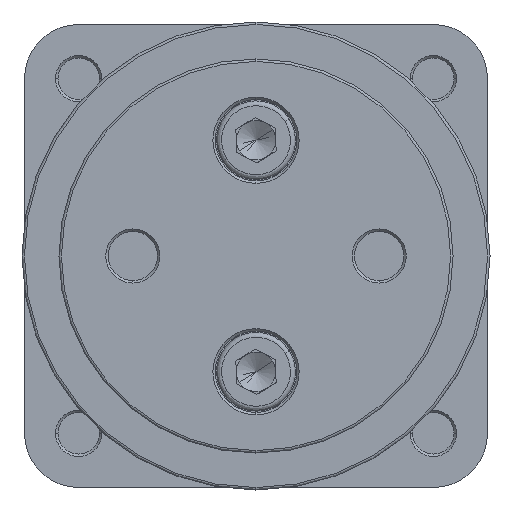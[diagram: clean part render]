
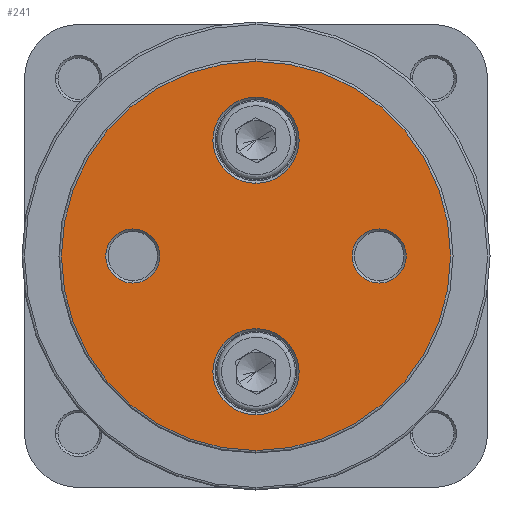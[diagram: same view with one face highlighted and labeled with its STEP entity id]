
A CAD part, left-side view. The second image highlights one B-rep face of the part: STEP entity #241.
In plain terms, the highlighted planar face has unit normal (-1, 0, 0).
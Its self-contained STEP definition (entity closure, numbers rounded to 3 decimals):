
#241 = ADVANCED_FACE ( 'NONE', ( #4849, #4848, #4851, #4853, #4855 ), #1039, .F. ) ;
#415 = VERTEX_POINT ( 'NONE', #1339 ) ;
#416 = VERTEX_POINT ( 'NONE', #1340 ) ;
#421 = VERTEX_POINT ( 'NONE', #1354 ) ;
#422 = VERTEX_POINT ( 'NONE', #1355 ) ;
#1038 = CARTESIAN_POINT ( 'NONE',  ( 0., 0., 0. ) ) ;
#1039 = PLANE ( 'NONE',  #5631 ) ;
#1043 = DIRECTION ( 'NONE',  ( 1., 0., 0. ) ) ;
#1044 = DIRECTION ( 'NONE',  ( 0., 0., -1. ) ) ;
#1339 = CARTESIAN_POINT ( 'NONE',  ( 0., -25., -5.5 ) ) ;
#1340 = CARTESIAN_POINT ( 'NONE',  ( 0., 25., 5.5 ) ) ;
#1354 = CARTESIAN_POINT ( 'NONE',  ( 0., 25., -5.5 ) ) ;
#1355 = CARTESIAN_POINT ( 'NONE',  ( 0., -25., 5.5 ) ) ;
#1735 = VERTEX_POINT ( 'NONE', #7525 ) ;
#1741 = VERTEX_POINT ( 'NONE', #7530 ) ;
#2081 = EDGE_LOOP ( 'NONE', ( #4361, #4360 ) ) ;
#2132 = EDGE_LOOP ( 'NONE', ( #4367, #4366 ) ) ;
#2142 = EDGE_LOOP ( 'NONE', ( #4365, #4364 ) ) ;
#2205 = EDGE_LOOP ( 'NONE', ( #4359, #4358 ) ) ;
#2220 = EDGE_LOOP ( 'NONE', ( #4363, #4362 ) ) ;
#2296 = VERTEX_POINT ( 'NONE', #7578 ) ;
#2299 = VERTEX_POINT ( 'NONE', #7582 ) ;
#2363 = CARTESIAN_POINT ( 'NONE',  ( 0., 0., 0. ) ) ;
#2364 = DIRECTION ( 'NONE',  ( -1., 0., 0. ) ) ;
#2365 = DIRECTION ( 'NONE',  ( 0., 0., -1. ) ) ;
#3015 = CARTESIAN_POINT ( 'NONE',  ( 0., 0., -23.5 ) ) ;
#3018 = CARTESIAN_POINT ( 'NONE',  ( 0., 0., 0. ) ) ;
#3022 = DIRECTION ( 'NONE',  ( 1., 0., 0. ) ) ;
#3023 = DIRECTION ( 'NONE',  ( 0., 0., -1. ) ) ;
#3025 = DIRECTION ( 'NONE',  ( -1., 0., 0. ) ) ;
#3026 = DIRECTION ( 'NONE',  ( 0., 0., -1. ) ) ;
#3029 = CARTESIAN_POINT ( 'NONE',  ( 0., 0., 23.5 ) ) ;
#3033 = CARTESIAN_POINT ( 'NONE',  ( 0., 25., 0. ) ) ;
#3037 = DIRECTION ( 'NONE',  ( 1., 0., 0. ) ) ;
#3038 = DIRECTION ( 'NONE',  ( 0., 0., -1. ) ) ;
#3039 = DIRECTION ( 'NONE',  ( 1., 0., 0. ) ) ;
#3040 = DIRECTION ( 'NONE',  ( 0., 0., -1. ) ) ;
#3051 = CARTESIAN_POINT ( 'NONE',  ( 0., -25., 0. ) ) ;
#3058 = DIRECTION ( 'NONE',  ( 1., 0., 0. ) ) ;
#3059 = DIRECTION ( 'NONE',  ( 0., 0., -1. ) ) ;
#3096 = CARTESIAN_POINT ( 'NONE',  ( 0., 0., -39.5 ) ) ;
#3102 = CARTESIAN_POINT ( 'NONE',  ( 0., 0., 32.25 ) ) ;
#3574 = CIRCLE ( 'NONE', #6120, 8.75 ) ;
#3575 = CIRCLE ( 'NONE', #6121, 39.5 ) ;
#3579 = CIRCLE ( 'NONE', #6125, 8.75 ) ;
#3580 = CIRCLE ( 'NONE', #6126, 5.5 ) ;
#3588 = CIRCLE ( 'NONE', #6132, 5.5 ) ;
#4358 = ORIENTED_EDGE ( 'NONE', *, *, #5526, .T. ) ;
#4359 = ORIENTED_EDGE ( 'NONE', *, *, #5221, .T. ) ;
#4360 = ORIENTED_EDGE ( 'NONE', *, *, #5532, .T. ) ;
#4361 = ORIENTED_EDGE ( 'NONE', *, *, #5217, .T. ) ;
#4362 = ORIENTED_EDGE ( 'NONE', *, *, #5525, .T. ) ;
#4363 = ORIENTED_EDGE ( 'NONE', *, *, #5251, .T. ) ;
#4364 = ORIENTED_EDGE ( 'NONE', *, *, #5520, .T. ) ;
#4365 = ORIENTED_EDGE ( 'NONE', *, *, #5246, .T. ) ;
#4366 = ORIENTED_EDGE ( 'NONE', *, *, #5261, .T. ) ;
#4367 = ORIENTED_EDGE ( 'NONE', *, *, #5521, .T. ) ;
#4848 = FACE_BOUND ( 'NONE', #2142, .T. ) ;
#4849 = FACE_OUTER_BOUND ( 'NONE', #2132, .T. ) ;
#4851 = FACE_BOUND ( 'NONE', #2220, .T. ) ;
#4853 = FACE_BOUND ( 'NONE', #2081, .T. ) ;
#4855 = FACE_BOUND ( 'NONE', #2205, .T. ) ;
#5217 = EDGE_CURVE ( 'NONE', #422, #415, #7033, .T. ) ;
#5221 = EDGE_CURVE ( 'NONE', #416, #421, #7039, .T. ) ;
#5246 = EDGE_CURVE ( 'NONE', #2299, #1735, #7076, .T. ) ;
#5251 = EDGE_CURVE ( 'NONE', #8461, #1741, #7081, .T. ) ;
#5261 = EDGE_CURVE ( 'NONE', #2296, #8466, #7094, .T. ) ;
#5520 = EDGE_CURVE ( 'NONE', #1735, #2299, #3574, .T. ) ;
#5521 = EDGE_CURVE ( 'NONE', #8466, #2296, #3575, .T. ) ;
#5525 = EDGE_CURVE ( 'NONE', #1741, #8461, #3579, .T. ) ;
#5526 = EDGE_CURVE ( 'NONE', #421, #416, #3580, .T. ) ;
#5532 = EDGE_CURVE ( 'NONE', #415, #422, #3588, .T. ) ;
#5631 = AXIS2_PLACEMENT_3D ( 'NONE', #1038, #1043, #1044 ) ;
#5953 = AXIS2_PLACEMENT_3D ( 'NONE', #8241, #8242, #8243 ) ;
#5957 = AXIS2_PLACEMENT_3D ( 'NONE', #8251, #8252, #8253 ) ;
#5968 = AXIS2_PLACEMENT_3D ( 'NONE', #8313, #8314, #8315 ) ;
#5973 = AXIS2_PLACEMENT_3D ( 'NONE', #8327, #8328, #8329 ) ;
#5980 = AXIS2_PLACEMENT_3D ( 'NONE', #2363, #2364, #2365 ) ;
#6120 = AXIS2_PLACEMENT_3D ( 'NONE', #3015, #3022, #3023 ) ;
#6121 = AXIS2_PLACEMENT_3D ( 'NONE', #3018, #3025, #3026 ) ;
#6125 = AXIS2_PLACEMENT_3D ( 'NONE', #3029, #3037, #3038 ) ;
#6126 = AXIS2_PLACEMENT_3D ( 'NONE', #3033, #3039, #3040 ) ;
#6132 = AXIS2_PLACEMENT_3D ( 'NONE', #3051, #3058, #3059 ) ;
#7033 = CIRCLE ( 'NONE', #5953, 5.5 ) ;
#7039 = CIRCLE ( 'NONE', #5957, 5.5 ) ;
#7076 = CIRCLE ( 'NONE', #5968, 8.75 ) ;
#7081 = CIRCLE ( 'NONE', #5973, 8.75 ) ;
#7094 = CIRCLE ( 'NONE', #5980, 39.5 ) ;
#7525 = CARTESIAN_POINT ( 'NONE',  ( 0., 0., -32.25 ) ) ;
#7530 = CARTESIAN_POINT ( 'NONE',  ( 0., 0., 14.75 ) ) ;
#7578 = CARTESIAN_POINT ( 'NONE',  ( 0., 0., 39.5 ) ) ;
#7582 = CARTESIAN_POINT ( 'NONE',  ( 0., 0., -14.75 ) ) ;
#8241 = CARTESIAN_POINT ( 'NONE',  ( 0., -25., 0. ) ) ;
#8242 = DIRECTION ( 'NONE',  ( 1., 0., 0. ) ) ;
#8243 = DIRECTION ( 'NONE',  ( 0., 0., -1. ) ) ;
#8251 = CARTESIAN_POINT ( 'NONE',  ( 0., 25., 0. ) ) ;
#8252 = DIRECTION ( 'NONE',  ( 1., 0., 0. ) ) ;
#8253 = DIRECTION ( 'NONE',  ( 0., 0., -1. ) ) ;
#8313 = CARTESIAN_POINT ( 'NONE',  ( 0., 0., -23.5 ) ) ;
#8314 = DIRECTION ( 'NONE',  ( 1., 0., 0. ) ) ;
#8315 = DIRECTION ( 'NONE',  ( 0., 0., -1. ) ) ;
#8327 = CARTESIAN_POINT ( 'NONE',  ( 0., 0., 23.5 ) ) ;
#8328 = DIRECTION ( 'NONE',  ( 1., 0., 0. ) ) ;
#8329 = DIRECTION ( 'NONE',  ( 0., 0., -1. ) ) ;
#8461 = VERTEX_POINT ( 'NONE', #3102 ) ;
#8466 = VERTEX_POINT ( 'NONE', #3096 ) ;
